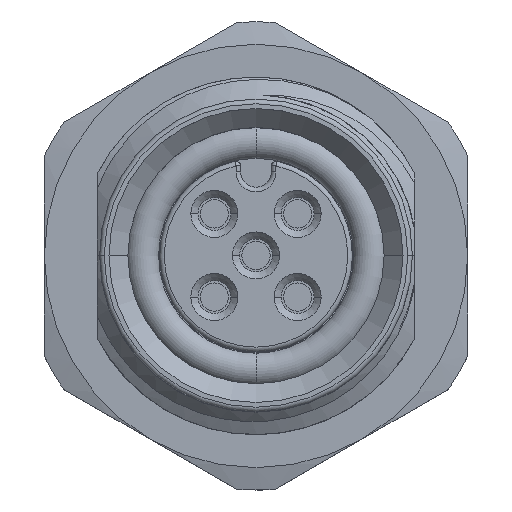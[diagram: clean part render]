
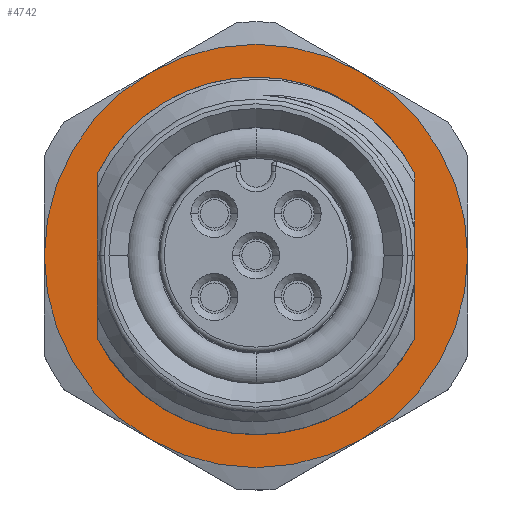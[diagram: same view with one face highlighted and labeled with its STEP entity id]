
A CAD part, top view. The second image highlights one B-rep face of the part: STEP entity #4742.
In plain terms, the highlighted planar face has unit normal (0, 0, 1).
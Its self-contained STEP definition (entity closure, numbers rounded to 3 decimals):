
#694=DIRECTION('',(0.,1.,0.));
#695=VECTOR('',#694,6.492);
#696=CARTESIAN_POINT('',(-6.75,-3.,-12.4));
#697=LINE('',#696,#695);
#698=CARTESIAN_POINT('',(0.,0.,-12.4));
#699=DIRECTION('',(0.,0.,-1.));
#700=DIRECTION('',(0.5,0.866,0.));
#701=AXIS2_PLACEMENT_3D('',#698,#699,#700);
#703=CARTESIAN_POINT('',(0.,0.,-12.4));
#704=DIRECTION('',(0.,0.,-1.));
#705=DIRECTION('',(1.,0.,0.));
#706=AXIS2_PLACEMENT_3D('',#703,#704,#705);
#708=CARTESIAN_POINT('',(0.,0.,-12.4));
#709=DIRECTION('',(0.,0.,-1.));
#710=DIRECTION('',(-0.5,-0.866,0.));
#711=AXIS2_PLACEMENT_3D('',#708,#709,#710);
#713=CARTESIAN_POINT('',(0.,0.,-12.4));
#714=DIRECTION('',(0.,0.,-1.));
#715=DIRECTION('',(-1.,0.,0.));
#716=AXIS2_PLACEMENT_3D('',#713,#714,#715);
#856=CARTESIAN_POINT('',(0.,0.,-12.4));
#857=DIRECTION('',(0.,0.,-1.));
#858=DIRECTION('',(-0.888,0.46,0.));
#859=AXIS2_PLACEMENT_3D('',#856,#857,#858);
#1029=DIRECTION('',(0.,-1.,0.));
#1030=VECTOR('',#1029,2.172);
#1031=CARTESIAN_POINT('',(6.75,1.086,-12.4));
#1032=LINE('',#1031,#1030);
#1227=CARTESIAN_POINT('',(6.604,1.769,-12.4));
#1228=CARTESIAN_POINT('',(6.634,1.657,-12.4));
#1229=CARTESIAN_POINT('',(6.689,1.431,-12.4));
#1230=CARTESIAN_POINT('',(6.731,1.201,-12.4));
#1231=CARTESIAN_POINT('',(6.75,1.086,-12.4));
#1278=CARTESIAN_POINT('',(6.75,-1.086,-12.4));
#1279=CARTESIAN_POINT('',(6.722,-1.263,-12.4));
#1280=CARTESIAN_POINT('',(6.651,-1.612,-12.4));
#1281=CARTESIAN_POINT('',(6.505,-2.128,-12.4));
#1282=CARTESIAN_POINT('',(6.319,-2.629,-12.4));
#1283=CARTESIAN_POINT('',(6.093,-3.116,-12.4));
#1284=CARTESIAN_POINT('',(5.831,-3.583,-12.4));
#1285=CARTESIAN_POINT('',(5.533,-4.027,-12.4));
#1286=CARTESIAN_POINT('',(5.201,-4.448,-12.4));
#1287=CARTESIAN_POINT('',(4.838,-4.841,-12.4));
#1288=CARTESIAN_POINT('',(4.444,-5.204,-12.4));
#1289=CARTESIAN_POINT('',(4.023,-5.536,-12.4));
#1290=CARTESIAN_POINT('',(3.579,-5.834,-12.4));
#1291=CARTESIAN_POINT('',(3.111,-6.096,-12.4));
#1292=CARTESIAN_POINT('',(2.787,-6.245,-12.4));
#1293=CARTESIAN_POINT('',(2.622,-6.314,-12.4));
#1574=CARTESIAN_POINT('',(-4.627,6.029,-12.4));
#1575=CARTESIAN_POINT('',(-4.458,6.146,-12.4));
#1576=CARTESIAN_POINT('',(-4.112,6.364,-12.4));
#1577=CARTESIAN_POINT('',(-3.569,6.648,-12.4));
#1578=CARTESIAN_POINT('',(-3.008,6.886,-12.4));
#1579=CARTESIAN_POINT('',(-2.429,7.077,-12.4));
#1580=CARTESIAN_POINT('',(-1.841,7.22,-12.4));
#1581=CARTESIAN_POINT('',(-1.243,7.314,-12.4));
#1582=CARTESIAN_POINT('',(-0.642,7.36,-12.4));
#1583=CARTESIAN_POINT('',(-0.041,7.356,-12.4));
#1584=CARTESIAN_POINT('',(0.556,7.303,-12.4));
#1585=CARTESIAN_POINT('',(1.143,7.202,-12.4));
#1586=CARTESIAN_POINT('',(1.721,7.054,-12.4));
#1587=CARTESIAN_POINT('',(2.28,6.86,-12.4));
#1588=CARTESIAN_POINT('',(2.821,6.621,-12.4));
#1589=CARTESIAN_POINT('',(3.339,6.34,-12.4));
#1590=CARTESIAN_POINT('',(3.829,6.018,-12.4));
#1591=CARTESIAN_POINT('',(4.292,5.658,-12.4));
#1592=CARTESIAN_POINT('',(4.72,5.263,-12.4));
#1593=CARTESIAN_POINT('',(5.114,4.835,-12.4));
#1594=CARTESIAN_POINT('',(5.469,4.378,-12.4));
#1595=CARTESIAN_POINT('',(5.784,3.895,-12.4));
#1596=CARTESIAN_POINT('',(6.058,3.388,-12.4));
#1597=CARTESIAN_POINT('',(6.288,2.864,-12.4));
#1598=CARTESIAN_POINT('',(6.473,2.322,-12.4));
#1599=CARTESIAN_POINT('',(6.565,1.955,-12.4));
#1600=CARTESIAN_POINT('',(6.604,1.769,-12.4));
#2100=CARTESIAN_POINT('',(1.769,-6.604,-12.4));
#2101=CARTESIAN_POINT('',(1.587,-6.664,-12.4));
#2102=CARTESIAN_POINT('',(1.217,-6.769,-12.4));
#2103=CARTESIAN_POINT('',(0.646,-6.88,-12.4));
#2104=CARTESIAN_POINT('',(0.068,-6.943,-12.4));
#2105=CARTESIAN_POINT('',(-0.514,-6.956,-12.4));
#2106=CARTESIAN_POINT('',(-1.098,-6.921,-12.4));
#2107=CARTESIAN_POINT('',(-1.678,-6.837,-12.4));
#2108=CARTESIAN_POINT('',(-2.252,-6.705,-12.4));
#2109=CARTESIAN_POINT('',(-2.815,-6.524,-12.4));
#2110=CARTESIAN_POINT('',(-3.362,-6.296,-12.4));
#2111=CARTESIAN_POINT('',(-3.891,-6.022,-12.4));
#2112=CARTESIAN_POINT('',(-4.395,-5.705,-12.4));
#2113=CARTESIAN_POINT('',(-4.875,-5.345,-12.4));
#2114=CARTESIAN_POINT('',(-5.324,-4.946,-12.4));
#2115=CARTESIAN_POINT('',(-5.739,-4.509,-12.4));
#2116=CARTESIAN_POINT('',(-6.119,-4.037,-12.4));
#2117=CARTESIAN_POINT('',(-6.459,-3.535,-12.4));
#2118=CARTESIAN_POINT('',(-6.658,-3.182,-12.4));
#2119=CARTESIAN_POINT('',(-6.75,-3.,-12.4));
#2131=CARTESIAN_POINT('',(2.622,-6.314,-12.4));
#2132=CARTESIAN_POINT('',(2.483,-6.372,-12.4));
#2133=CARTESIAN_POINT('',(2.202,-6.478,-12.4));
#2134=CARTESIAN_POINT('',(1.915,-6.565,-12.4));
#2135=CARTESIAN_POINT('',(1.769,-6.604,-12.4));
#2152=CARTESIAN_POINT('',(0.,0.,-12.4));
#2153=DIRECTION('',(0.,0.,1.));
#2154=DIRECTION('',(-0.5,-0.866,0.));
#2155=AXIS2_PLACEMENT_3D('',#2152,#2153,#2154);
#2157=CARTESIAN_POINT('',(0.,0.,-12.4));
#2158=DIRECTION('',(0.,0.,1.));
#2159=DIRECTION('',(0.5,0.866,0.));
#2160=AXIS2_PLACEMENT_3D('',#2157,#2158,#2159);
#3489=CARTESIAN_POINT('',(-6.75,3.492,-12.4));
#3490=CARTESIAN_POINT('',(-4.627,6.029,-12.4));
#3491=VERTEX_POINT('',#3489);
#3492=VERTEX_POINT('',#3490);
#3493=VERTEX_POINT('',#1227);
#3494=VERTEX_POINT('',#1231);
#3495=VERTEX_POINT('',#1278);
#3496=VERTEX_POINT('',#1293);
#3497=CARTESIAN_POINT('',(-6.75,-3.,-12.4));
#3498=VERTEX_POINT('',#3497);
#3515=CARTESIAN_POINT('',(4.5,7.794,-12.4));
#3516=CARTESIAN_POINT('',(9.,0.,-12.4));
#3517=VERTEX_POINT('',#3515);
#3518=VERTEX_POINT('',#3516);
#3519=CARTESIAN_POINT('',(4.5,-7.794,-12.4));
#3520=VERTEX_POINT('',#3519);
#3521=CARTESIAN_POINT('',(-4.5,-7.794,-12.4));
#3522=CARTESIAN_POINT('',(-9.,0.,-12.4));
#3523=VERTEX_POINT('',#3521);
#3524=VERTEX_POINT('',#3522);
#3525=CARTESIAN_POINT('',(-4.5,7.794,-12.4));
#3526=VERTEX_POINT('',#3525);
#3647=VERTEX_POINT('',#2100);
#4706=CARTESIAN_POINT('',(0.,0.,-12.4));
#4707=DIRECTION('',(0.,0.,1.));
#4708=DIRECTION('',(1.,0.,0.));
#4709=AXIS2_PLACEMENT_3D('',#4706,#4707,#4708);
#4710=PLANE('',#4709);
#4712=ORIENTED_EDGE('',*,*,#4711,.F.);
#4714=ORIENTED_EDGE('',*,*,#4713,.T.);
#4716=ORIENTED_EDGE('',*,*,#4715,.T.);
#4718=ORIENTED_EDGE('',*,*,#4717,.F.);
#4720=ORIENTED_EDGE('',*,*,#4719,.T.);
#4722=ORIENTED_EDGE('',*,*,#4721,.T.);
#4723=EDGE_LOOP('',(#4712,#4714,#4716,#4718,#4720,#4722));
#4724=FACE_OUTER_BOUND('',#4723,.F.);
#4726=ORIENTED_EDGE('',*,*,#4725,.F.);
#4727=ORIENTED_EDGE('',*,*,#4644,.F.);
#4729=ORIENTED_EDGE('',*,*,#4728,.F.);
#4731=ORIENTED_EDGE('',*,*,#4730,.F.);
#4733=ORIENTED_EDGE('',*,*,#4732,.F.);
#4735=ORIENTED_EDGE('',*,*,#4734,.F.);
#4737=ORIENTED_EDGE('',*,*,#4736,.F.);
#4739=ORIENTED_EDGE('',*,*,#4738,.F.);
#4740=EDGE_LOOP('',(#4726,#4727,#4729,#4731,#4733,#4735,#4737,#4739));
#4741=FACE_BOUND('',#4740,.F.);
#702=CIRCLE('',#701,9.);
#707=CIRCLE('',#706,9.);
#712=CIRCLE('',#711,9.);
#717=CIRCLE('',#716,9.);
#860=CIRCLE('',#859,7.6);
#1232=B_SPLINE_CURVE_WITH_KNOTS('',3,(#1227,#1228,#1229,#1230,#1231),
.UNSPECIFIED.,.F.,.F.,(4,1,4),(0.,0.5,1.),.UNSPECIFIED.);
#1294=B_SPLINE_CURVE_WITH_KNOTS('',3,(#1278,#1279,#1280,#1281,#1282,#1283,#1284,
#1285,#1286,#1287,#1288,#1289,#1290,#1291,#1292,#1293),.UNSPECIFIED.,.F.,.F.,(4,
1,1,1,1,1,1,1,1,1,1,1,1,4),(0.,0.077,0.154,
0.231,0.308,0.385,0.462,
0.538,0.615,0.692,0.769,
0.846,0.923,1.),.UNSPECIFIED.);
#1601=B_SPLINE_CURVE_WITH_KNOTS('',3,(#1574,#1575,#1576,#1577,#1578,#1579,#1580,
#1581,#1582,#1583,#1584,#1585,#1586,#1587,#1588,#1589,#1590,#1591,#1592,#1593,
#1594,#1595,#1596,#1597,#1598,#1599,#1600),.UNSPECIFIED.,.F.,.F.,(4,1,1,1,1,1,1,
1,1,1,1,1,1,1,1,1,1,1,1,1,1,1,1,1,4),(0.,0.042,0.083,
0.125,0.167,0.208,0.25,0.292,
0.333,0.375,0.417,0.458,0.5,
0.542,0.583,0.625,0.667,0.708,
0.75,0.792,0.833,0.875,0.917,
0.958,1.),.UNSPECIFIED.);
#2120=B_SPLINE_CURVE_WITH_KNOTS('',3,(#2100,#2101,#2102,#2103,#2104,#2105,#2106,
#2107,#2108,#2109,#2110,#2111,#2112,#2113,#2114,#2115,#2116,#2117,#2118,#2119),
.UNSPECIFIED.,.F.,.F.,(4,1,1,1,1,1,1,1,1,1,1,1,1,1,1,1,1,4),(0.,
0.059,0.118,0.176,0.235,
0.294,0.353,0.412,0.471,
0.529,0.588,0.647,0.706,
0.765,0.824,0.882,0.941,1.),
.UNSPECIFIED.);
#2136=B_SPLINE_CURVE_WITH_KNOTS('',3,(#2131,#2132,#2133,#2134,#2135),
.UNSPECIFIED.,.F.,.F.,(4,1,4),(0.,0.5,1.),.UNSPECIFIED.);
#2156=CIRCLE('',#2155,9.);
#2161=CIRCLE('',#2160,9.);
#4644=EDGE_CURVE('',#3498,#3491,#697,.T.);
#4711=EDGE_CURVE('',#3517,#3526,#2161,.T.);
#4713=EDGE_CURVE('',#3517,#3518,#702,.T.);
#4715=EDGE_CURVE('',#3518,#3520,#707,.T.);
#4717=EDGE_CURVE('',#3523,#3520,#2156,.T.);
#4719=EDGE_CURVE('',#3523,#3524,#712,.T.);
#4721=EDGE_CURVE('',#3524,#3526,#717,.T.);
#4725=EDGE_CURVE('',#3491,#3492,#860,.T.);
#4728=EDGE_CURVE('',#3647,#3498,#2120,.T.);
#4730=EDGE_CURVE('',#3496,#3647,#2136,.T.);
#4732=EDGE_CURVE('',#3495,#3496,#1294,.T.);
#4734=EDGE_CURVE('',#3494,#3495,#1032,.T.);
#4736=EDGE_CURVE('',#3493,#3494,#1232,.T.);
#4738=EDGE_CURVE('',#3492,#3493,#1601,.T.);
#4742=ADVANCED_FACE('',(#4724,#4741),#4710,.T.);
